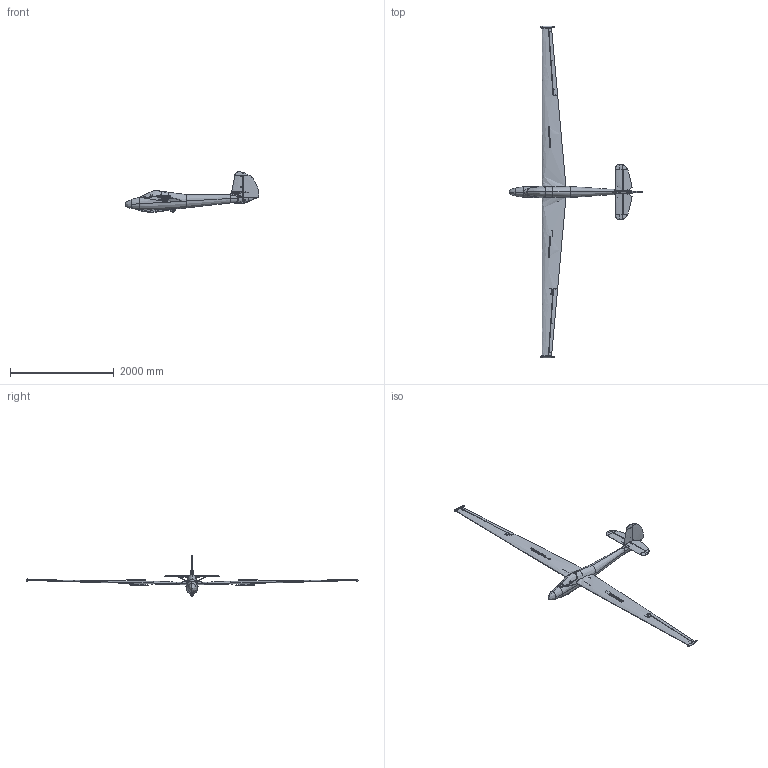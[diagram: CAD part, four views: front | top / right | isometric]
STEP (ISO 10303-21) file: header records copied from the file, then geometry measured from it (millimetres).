
FILE_DESCRIPTION(('FreeCAD Model'),'2;1');
FILE_NAME('Open CASCADE Shape Model','2025-04-26T15:52:52',('FreeCAD'),( 'FreeCAD'),'Open CASCADE STEP processor 7.6','FreeCAD','Unknown');
FILE_SCHEMA(('AUTOMOTIVE_DESIGN { 1 0 10303 214 1 1 1 1 }'));
Products named in the file (1): Open CASCADE STEP translator 7.6 1
Bounding box: 2582.11 x 6403.22 x 783.98 mm (x, y, z)
Volume: 10295228.6 mm3; surface area: 11873039.2 mm2
Topology: 169 solids, 271 shells, 3171 faces, 8083 edges, 5443 vertices
Faces by surface type: bspline 3171
Entity records: 248677 total; most frequent: CARTESIAN_POINT 200222, ORIENTED_EDGE 15604, EDGE_CURVE 8030, B_SPLINE_CURVE_WITH_KNOTS 5910, VERTEX_POINT 5443, FACE_BOUND 3823, EDGE_LOOP 3823, ADVANCED_FACE 3171
